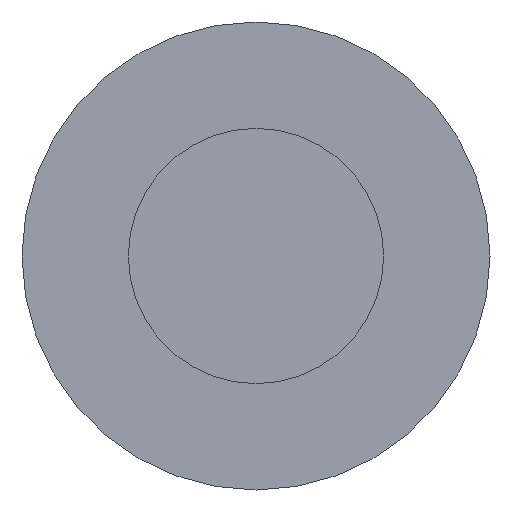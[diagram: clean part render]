
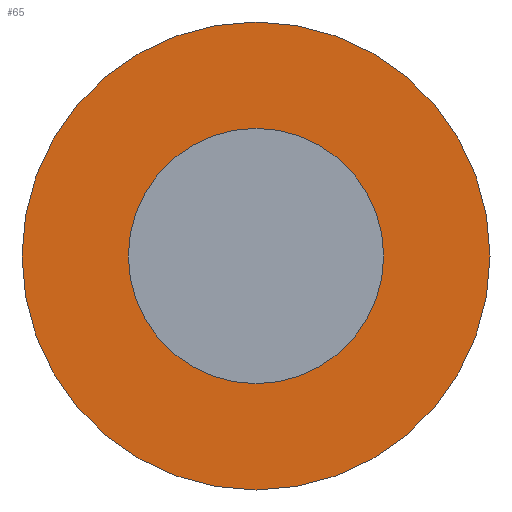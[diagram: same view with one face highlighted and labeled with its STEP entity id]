
A CAD part, front view. The second image highlights one B-rep face of the part: STEP entity #65.
In plain terms, the highlighted planar face has unit normal (0, -1, 0).
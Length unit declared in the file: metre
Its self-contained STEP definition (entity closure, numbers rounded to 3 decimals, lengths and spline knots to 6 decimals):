
#65=ADVANCED_FACE('0:24',(#124,#125),#126,.F.);
#124=FACE_BOUND('',#175,.T.);
#125=FACE_OUTER_BOUND('',#176,.T.);
#126=PLANE('',#177);
#175=EDGE_LOOP('',(#287,#288));
#176=EDGE_LOOP('',(#289,#290,#291));
#177=AXIS2_PLACEMENT_3D('',#292,#293,#294);
#287=ORIENTED_EDGE('',*,*,#310,.F.);
#288=ORIENTED_EDGE('',*,*,#321,.F.);
#289=ORIENTED_EDGE('',*,*,#329,.T.);
#290=ORIENTED_EDGE('',*,*,#345,.T.);
#291=ORIENTED_EDGE('',*,*,#330,.T.);
#292=CARTESIAN_POINT('',(-0.0015,0.004,0.0));
#293=DIRECTION('',(0.0,1.0,0.0));
#294=DIRECTION('',(0.0,-0.0,1.0));
#310=EDGE_CURVE('',#361,#363,#364,.T.);
#321=EDGE_CURVE('',#363,#361,#380,.T.);
#329=EDGE_CURVE('',#392,#389,#393,.T.);
#330=EDGE_CURVE('',#394,#392,#395,.T.);
#345=EDGE_CURVE('',#389,#394,#414,.T.);
#361=VERTEX_POINT('',#434);
#363=VERTEX_POINT('',#437);
#364=CIRCLE('',#438,0.0015);
#380=CIRCLE('',#460,0.0015);
#389=VERTEX_POINT('',#472);
#392=VERTEX_POINT('',#475);
#393=CIRCLE('',#476,0.00275);
#394=VERTEX_POINT('',#477);
#395=CIRCLE('',#478,0.00275);
#414=CIRCLE('',#502,0.00275);
#434=CARTESIAN_POINT('',(0.0,0.004,-0.0015));
#437=CARTESIAN_POINT('',(0.,0.004,0.0015));
#438=AXIS2_PLACEMENT_3D('',#513,#514,#515);
#460=AXIS2_PLACEMENT_3D('',#528,#529,#530);
#472=CARTESIAN_POINT('',(0.00275,0.004,0.));
#475=CARTESIAN_POINT('',(0.0,0.004,-0.00275));
#476=AXIS2_PLACEMENT_3D('',#537,#538,#539);
#477=CARTESIAN_POINT('',(-0.00275,0.004,0.));
#478=AXIS2_PLACEMENT_3D('',#540,#541,#542);
#502=AXIS2_PLACEMENT_3D('',#560,#561,#562);
#513=CARTESIAN_POINT('',(0.0,0.004,0.0));
#514=DIRECTION('',(0.0,-1.0,0.0));
#515=DIRECTION('',(0.0,0.0,-1.0));
#528=CARTESIAN_POINT('',(0.0,0.004,0.0));
#529=DIRECTION('',(0.0,-1.0,0.0));
#530=DIRECTION('',(0.0,0.0,-1.0));
#537=CARTESIAN_POINT('',(0.0,0.004,0.0));
#538=DIRECTION('',(0.0,-1.0,0.0));
#539=DIRECTION('',(0.0,0.0,-1.0));
#540=CARTESIAN_POINT('',(0.0,0.004,0.0));
#541=DIRECTION('',(0.0,-1.0,0.0));
#542=DIRECTION('',(0.0,0.0,-1.0));
#560=CARTESIAN_POINT('',(0.0,0.004,0.0));
#561=DIRECTION('',(0.0,-1.0,0.0));
#562=DIRECTION('',(0.0,0.0,-1.0));
